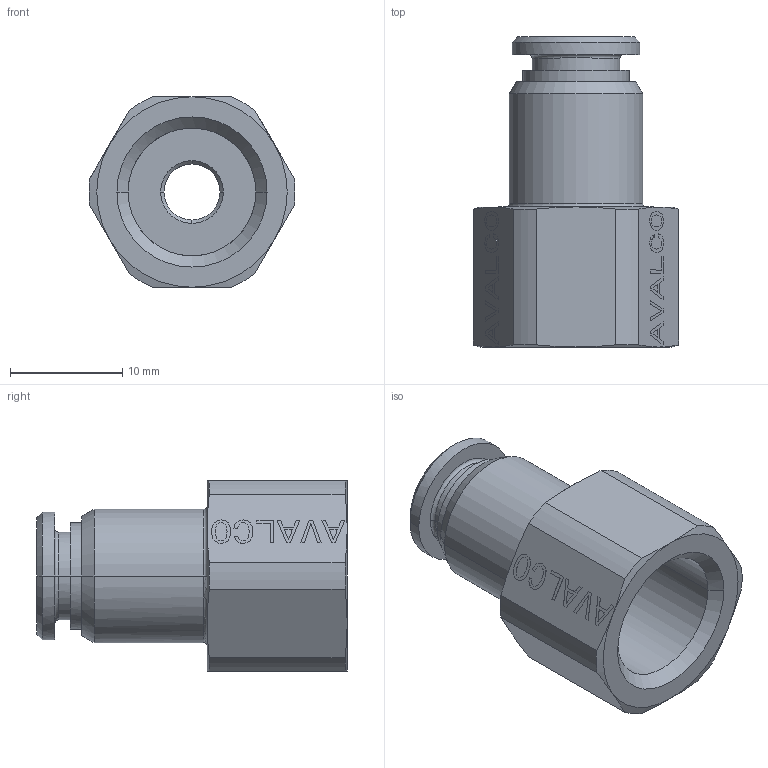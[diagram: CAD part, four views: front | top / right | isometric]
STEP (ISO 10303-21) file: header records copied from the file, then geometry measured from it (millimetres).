
FILE_DESCRIPTION(('CATIA V5 STEP Exchange'),'2;1');
FILE_NAME('PN463B-06G14.stp','2018-04-14T17:45:26+00:00',('none'),('none'),'CATIA Version 5 Release 21 GA (IN-10)','CATIA V5 STEP AP203','none');
FILE_SCHEMA(('CONFIG_CONTROL_DESIGN'));
Length unit declared in the file: millimetre
Products named in the file (1): PN463B-06G14
Bounding box: 18.38 x 27.7 x 17 mm (x, y, z)
Volume: 2995.7 mm3; surface area: 2549.6 mm2
Topology: 1 solids, 1 shells, 411 faces, 1097 edges, 720 vertices
Faces by surface type: plane 351, cone 30, cylinder 24, torus 6
Entity records: 12563 total; most frequent: CARTESIAN_POINT 2579, ORIENTED_EDGE 2194, DIRECTION 1759, EDGE_CURVE 1097, VECTOR 977, LINE 977, VERTEX_POINT 720, EDGE_LOOP 449
